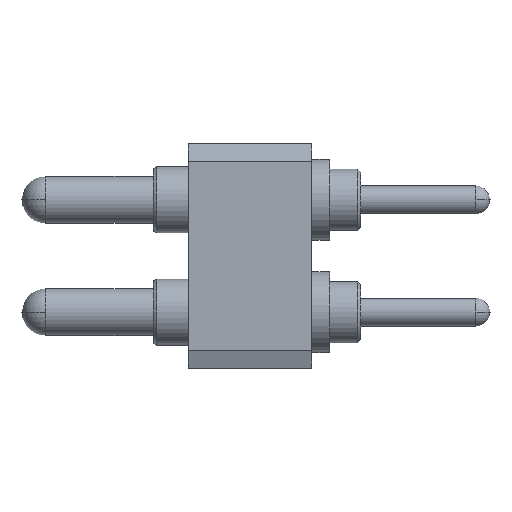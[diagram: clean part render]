
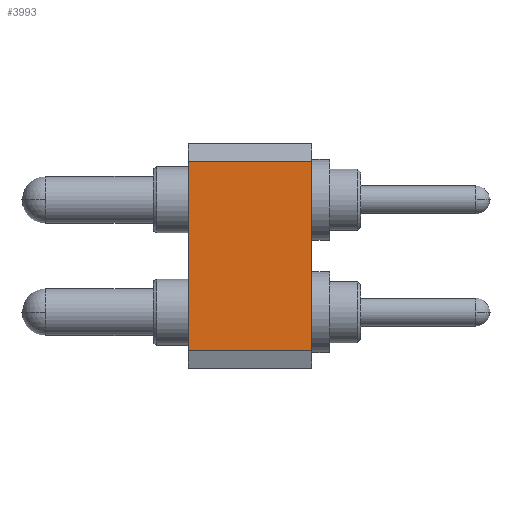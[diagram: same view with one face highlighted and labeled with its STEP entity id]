
A CAD part, left-side view. The second image highlights one B-rep face of the part: STEP entity #3993.
In plain terms, the highlighted planar face has unit normal (-1, 0, 0).
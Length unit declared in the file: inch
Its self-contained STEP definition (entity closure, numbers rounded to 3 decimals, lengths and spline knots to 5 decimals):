
#18 = ORIENTED_EDGE ( 'NONE', *, *, #3728, .T. ) ;
#215 = DIRECTION ( 'NONE',  ( 0., 1., 0. ) ) ;
#354 = VERTEX_POINT ( 'NONE', #1855 ) ;
#447 = EDGE_CURVE ( 'NONE', #354, #1312, #2034, .T. ) ;
#691 = EDGE_CURVE ( 'NONE', #3615, #1312, #2304, .T. ) ;
#1070 = CARTESIAN_POINT ( 'NONE',  ( -0.01203, -0.11, -0.18425 ) ) ;
#1233 = DIRECTION ( 'NONE',  ( 0., 0., 1. ) ) ;
#1312 = VERTEX_POINT ( 'NONE', #4089 ) ;
#1369 = LINE ( 'NONE', #5045, #5002 ) ;
#1498 = DIRECTION ( 'NONE',  ( -1., 0., 0. ) ) ;
#1855 = CARTESIAN_POINT ( 'NONE',  ( -0.01203, -0.11, -0.01575 ) ) ;
#2034 = LINE ( 'NONE', #2850, #4721 ) ;
#2304 = LINE ( 'NONE', #3897, #3600 ) ;
#2345 = ORIENTED_EDGE ( 'NONE', *, *, #691, .F. ) ;
#2481 = LINE ( 'NONE', #3265, #4145 ) ;
#2556 = ORIENTED_EDGE ( 'NONE', *, *, #3382, .F. ) ;
#2703 = PLANE ( 'NONE',  #3546 ) ;
#2730 = VERTEX_POINT ( 'NONE', #4849 ) ;
#2850 = CARTESIAN_POINT ( 'NONE',  ( -0.01203, -0.11, -0.01575 ) ) ;
#2933 = ORIENTED_EDGE ( 'NONE', *, *, #447, .T. ) ;
#3238 = CARTESIAN_POINT ( 'NONE',  ( -0.01203, 0., -0.18425 ) ) ;
#3265 = CARTESIAN_POINT ( 'NONE',  ( -0.01203, -0.11, -0.18425 ) ) ;
#3382 = EDGE_CURVE ( 'NONE', #2730, #3615, #1369, .T. ) ;
#3546 = AXIS2_PLACEMENT_3D ( 'NONE', #1070, #1498, #4414 ) ;
#3600 = VECTOR ( 'NONE', #5163, 39.37008 ) ;
#3615 = VERTEX_POINT ( 'NONE', #3238 ) ;
#3711 = EDGE_LOOP ( 'NONE', ( #2345, #2556, #18, #2933 ) ) ;
#3728 = EDGE_CURVE ( 'NONE', #2730, #354, #2481, .T. ) ;
#3897 = CARTESIAN_POINT ( 'NONE',  ( -0.01203, 0., -0.18425 ) ) ;
#3993 = ADVANCED_FACE ( 'NONE', ( #5175 ), #2703, .T. ) ;
#4089 = CARTESIAN_POINT ( 'NONE',  ( -0.01203, 0., -0.01575 ) ) ;
#4104 = DIRECTION ( 'NONE',  ( 0., 1., 0. ) ) ;
#4145 = VECTOR ( 'NONE', #1233, 39.37008 ) ;
#4414 = DIRECTION ( 'NONE',  ( 0., 0., 1. ) ) ;
#4721 = VECTOR ( 'NONE', #4104, 39.37008 ) ;
#4849 = CARTESIAN_POINT ( 'NONE',  ( -0.01203, -0.11, -0.18425 ) ) ;
#5002 = VECTOR ( 'NONE', #215, 39.37008 ) ;
#5045 = CARTESIAN_POINT ( 'NONE',  ( -0.01203, -0.11, -0.18425 ) ) ;
#5163 = DIRECTION ( 'NONE',  ( 0., 0., 1. ) ) ;
#5175 = FACE_OUTER_BOUND ( 'NONE', #3711, .T. ) ;
